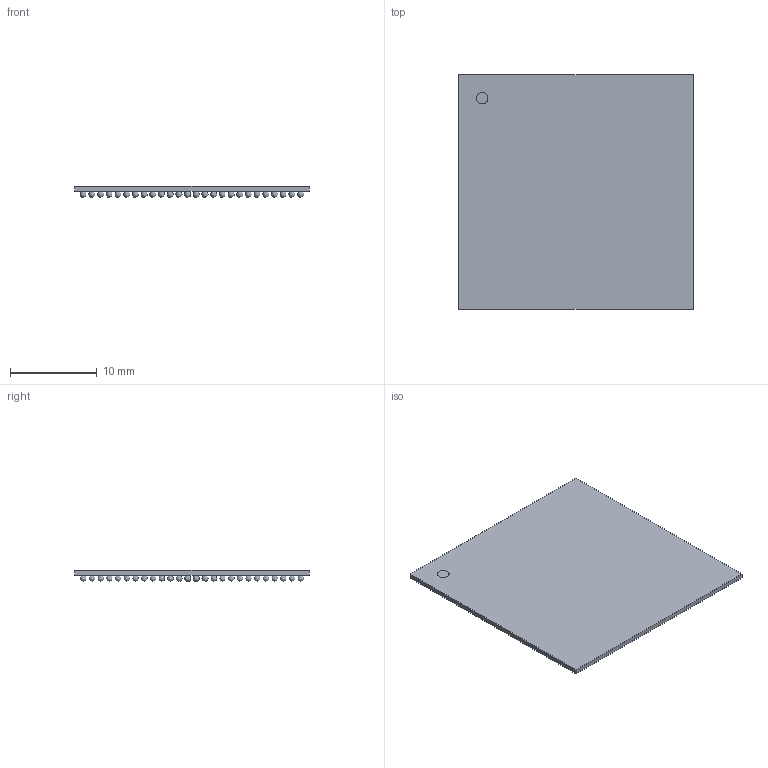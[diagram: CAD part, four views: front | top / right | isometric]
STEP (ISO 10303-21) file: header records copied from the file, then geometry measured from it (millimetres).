
FILE_DESCRIPTION(('STEP AP214'),'1');
FILE_NAME('FBG676_XIL','2021-01-08T10:54:13',(''),(''),'','','');
FILE_SCHEMA(('AUTOMOTIVE_DESIGN'));
Length unit declared in the file: millimetre
Products named in the file (1): product
Bounding box: 27 x 27 x 1.27 mm (x, y, z)
Volume: 535.6 mm3; surface area: 2595.5 mm2
Topology: 678 solids, 678 shells, 685 faces, 2043 edges, 1362 vertices
Faces by surface type: sphere 676, plane 8, cylinder 1
Full cylindrical faces by diameter (mm): 1.35 x1
Entity records: 6340 total; most frequent: DIRECTION 1390, CARTESIAN_POINT 699, AXIS2_PLACEMENT_3D 689, STYLED_ITEM 685, ADVANCED_FACE 685, MANIFOLD_SOLID_BREP 678, CLOSED_SHELL 678, SPHERICAL_SURFACE 676
